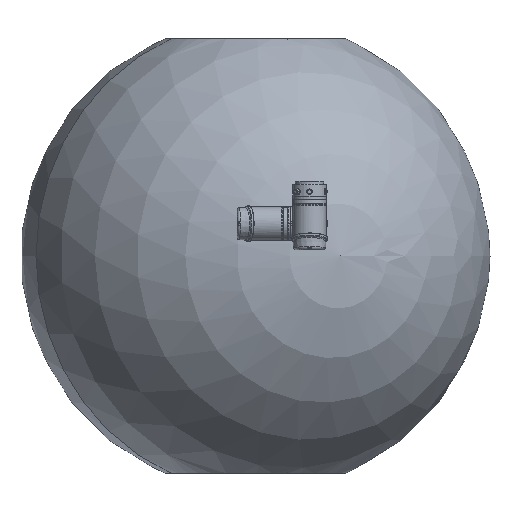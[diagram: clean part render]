
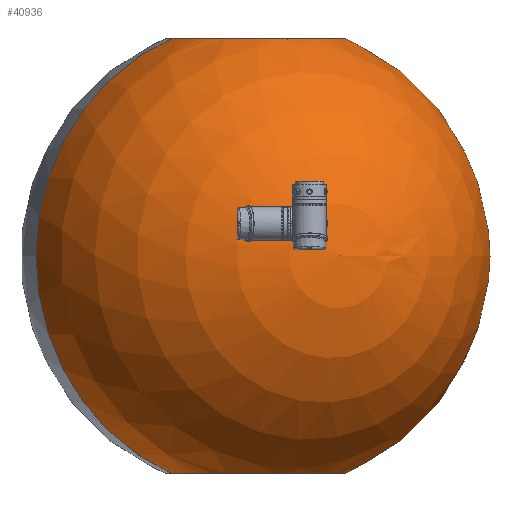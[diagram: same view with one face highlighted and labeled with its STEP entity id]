
A CAD part, left-side view. The second image highlights one B-rep face of the part: STEP entity #40936.
In plain terms, the highlighted spherical face has radius 522.5 mm.
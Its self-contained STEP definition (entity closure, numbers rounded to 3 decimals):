
#186 = ORIENTED_EDGE ( 'NONE', *, *, #123444, .F. ) ;
#5037 = CIRCLE ( 'NONE', #25823, 200. ) ;
#7447 = DIRECTION ( 'NONE',  ( 0., 0., 1. ) ) ;
#7625 = EDGE_CURVE ( 'NONE', #91422, #115951, #143020, .T. ) ;
#9395 = ORIENTED_EDGE ( 'NONE', *, *, #147102, .F. ) ;
#9899 = DIRECTION ( 'NONE',  ( 0., 0., -1. ) ) ;
#16406 = CARTESIAN_POINT ( 'NONE',  ( 0., -482.707, 0. ) ) ;
#17092 = DIRECTION ( 'NONE',  ( 0., 0., 1. ) ) ;
#18170 = CIRCLE ( 'NONE', #69766, 200. ) ;
#23402 = VERTEX_POINT ( 'NONE', #54218 ) ;
#23941 = ORIENTED_EDGE ( 'NONE', *, *, #58855, .F. ) ;
#25823 = AXIS2_PLACEMENT_3D ( 'NONE', #16406, #126365, #90814 ) ;
#26560 = EDGE_CURVE ( 'NONE', #91422, #101119, #5037, .T. ) ;
#26806 = ORIENTED_EDGE ( 'NONE', *, *, #92626, .F. ) ;
#32291 = CARTESIAN_POINT ( 'NONE',  ( 0., 0., 0. ) ) ;
#32566 = DIRECTION ( 'NONE',  ( 1., 0., 0. ) ) ;
#32601 = FACE_OUTER_BOUND ( 'NONE', #83516, .T. ) ;
#39164 = AXIS2_PLACEMENT_3D ( 'NONE', #32291, #96914, #143791 ) ;
#40377 = CARTESIAN_POINT ( 'NONE',  ( 0., 482.707, 200. ) ) ;
#40936 = ADVANCED_FACE ( 'NONE', ( #32601 ), #120686, .T. ) ;
#41350 = DIRECTION ( 'NONE',  ( 0., -1., 0. ) ) ;
#41787 = CIRCLE ( 'NONE', #132080, 200. ) ;
#44180 = VERTEX_POINT ( 'NONE', #40377 ) ;
#49462 = CARTESIAN_POINT ( 'NONE',  ( 0., -482.707, 200. ) ) ;
#52460 = CARTESIAN_POINT ( 'NONE',  ( 0., 482.707, 0. ) ) ;
#54050 = CARTESIAN_POINT ( 'NONE',  ( 200., -482.707, 0. ) ) ;
#54218 = CARTESIAN_POINT ( 'NONE',  ( -200., 482.707, 0. ) ) ;
#58855 = EDGE_CURVE ( 'NONE', #101119, #61089, #18170, .T. ) ;
#59277 = DIRECTION ( 'NONE',  ( 1., 0., 0. ) ) ;
#61089 = VERTEX_POINT ( 'NONE', #159158 ) ;
#63272 = CARTESIAN_POINT ( 'NONE',  ( 0., -482.707, 0. ) ) ;
#69766 = AXIS2_PLACEMENT_3D ( 'NONE', #63272, #41350, #17092 ) ;
#83516 = EDGE_LOOP ( 'NONE', ( #26806, #23941, #96622, #84434, #186, #9395 ) ) ;
#84434 = ORIENTED_EDGE ( 'NONE', *, *, #7625, .T. ) ;
#88672 = CARTESIAN_POINT ( 'NONE',  ( 200., 482.707, 0. ) ) ;
#89638 = DIRECTION ( 'NONE',  ( 0., 1., 0. ) ) ;
#90814 = DIRECTION ( 'NONE',  ( 0., 0., 1. ) ) ;
#91422 = VERTEX_POINT ( 'NONE', #54050 ) ;
#92626 = EDGE_CURVE ( 'NONE', #61089, #23402, #134699, .T. ) ;
#94083 = CARTESIAN_POINT ( 'NONE',  ( 0., 0., 0. ) ) ;
#94819 = DIRECTION ( 'NONE',  ( 0., 0., -1. ) ) ;
#96622 = ORIENTED_EDGE ( 'NONE', *, *, #26560, .F. ) ;
#96914 = DIRECTION ( 'NONE',  ( 0., 0., -1. ) ) ;
#101119 = VERTEX_POINT ( 'NONE', #49462 ) ;
#115951 = VERTEX_POINT ( 'NONE', #88672 ) ;
#120360 = AXIS2_PLACEMENT_3D ( 'NONE', #94083, #9899, #59277 ) ;
#120686 = SPHERICAL_SURFACE ( 'NONE', #120360, 522.5 ) ;
#123444 = EDGE_CURVE ( 'NONE', #44180, #115951, #124328, .T. ) ;
#124328 = CIRCLE ( 'NONE', #144905, 200. ) ;
#126365 = DIRECTION ( 'NONE',  ( 0., -1., 0. ) ) ;
#132080 = AXIS2_PLACEMENT_3D ( 'NONE', #52460, #89638, #138865 ) ;
#134699 = CIRCLE ( 'NONE', #39164, 522.5 ) ;
#137875 = AXIS2_PLACEMENT_3D ( 'NONE', #156949, #7447, #32566 ) ;
#138865 = DIRECTION ( 'NONE',  ( 0., 0., -1. ) ) ;
#143020 = CIRCLE ( 'NONE', #137875, 522.5 ) ;
#143249 = CARTESIAN_POINT ( 'NONE',  ( 0., 482.707, 0. ) ) ;
#143791 = DIRECTION ( 'NONE',  ( -1., 0., 0. ) ) ;
#144905 = AXIS2_PLACEMENT_3D ( 'NONE', #143249, #145655, #94819 ) ;
#145655 = DIRECTION ( 'NONE',  ( 0., 1., 0. ) ) ;
#147102 = EDGE_CURVE ( 'NONE', #23402, #44180, #41787, .T. ) ;
#156949 = CARTESIAN_POINT ( 'NONE',  ( 0., 0., 0. ) ) ;
#159158 = CARTESIAN_POINT ( 'NONE',  ( -200., -482.707, 0. ) ) ;
